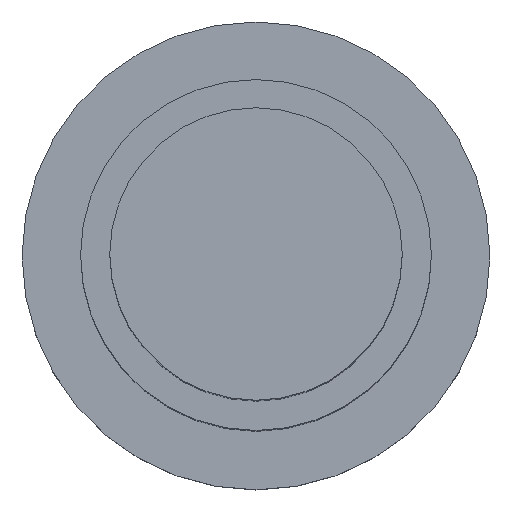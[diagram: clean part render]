
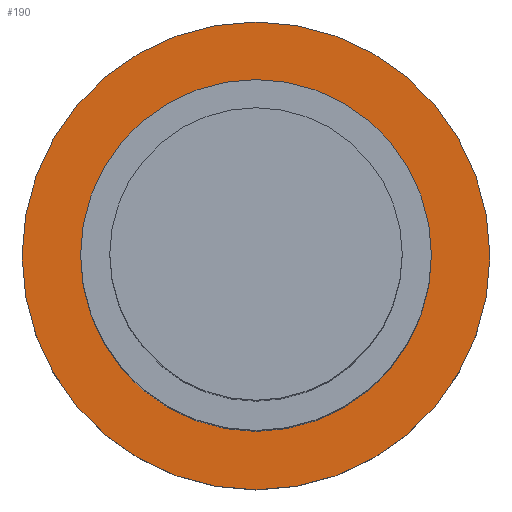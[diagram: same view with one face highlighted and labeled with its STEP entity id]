
A CAD part, top view. The second image highlights one B-rep face of the part: STEP entity #190.
In plain terms, the highlighted planar face has unit normal (0, 0, 1).
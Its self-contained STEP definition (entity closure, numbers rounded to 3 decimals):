
#41=FACE_BOUND('',#76,.T.);
#55=FACE_OUTER_BOUND('',#75,.T.);
#75=EDGE_LOOP('',(#166));
#76=EDGE_LOOP('',(#167));
#87=CIRCLE('',#232,3.);
#90=CIRCLE('',#240,4.);
#101=VERTEX_POINT('',#341);
#104=VERTEX_POINT('',#355);
#119=EDGE_CURVE('',#101,#101,#87,.T.);
#124=EDGE_CURVE('',#104,#104,#90,.T.);
#166=ORIENTED_EDGE('',*,*,#124,.T.);
#167=ORIENTED_EDGE('',*,*,#119,.T.);
#175=PLANE('',#242);
#190=ADVANCED_FACE('',(#55,#41),#175,.T.);
#232=AXIS2_PLACEMENT_3D('',#343,#284,#285);
#240=AXIS2_PLACEMENT_3D('',#356,#302,#303);
#242=AXIS2_PLACEMENT_3D('',#360,#307,#308);
#284=DIRECTION('center_axis',(0.,0.,-1.));
#285=DIRECTION('ref_axis',(1.,0.,0.));
#302=DIRECTION('center_axis',(0.,0.,1.));
#303=DIRECTION('ref_axis',(1.,0.,0.));
#307=DIRECTION('center_axis',(0.,0.,1.));
#308=DIRECTION('ref_axis',(1.,0.,0.));
#341=CARTESIAN_POINT('',(-3.,0.,1.5));
#343=CARTESIAN_POINT('Origin',(0.,0.,1.5));
#355=CARTESIAN_POINT('',(-4.,0.,1.5));
#356=CARTESIAN_POINT('Origin',(0.,0.,1.5));
#360=CARTESIAN_POINT('Origin',(0.,0.,1.5));
